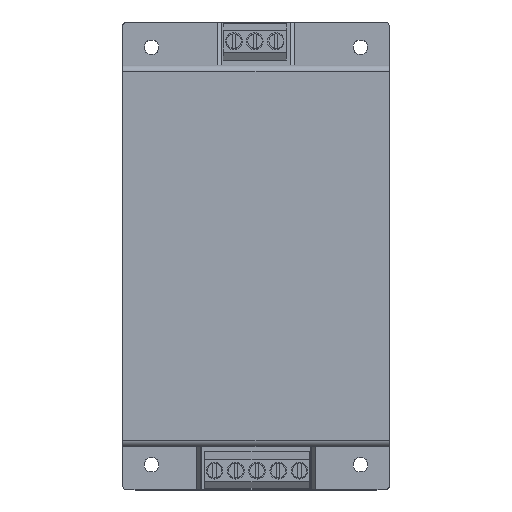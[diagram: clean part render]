
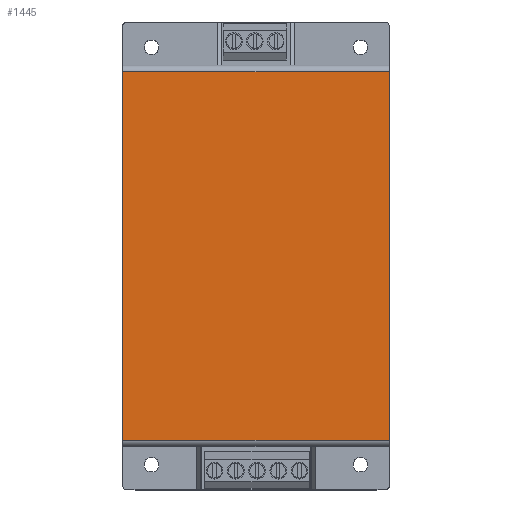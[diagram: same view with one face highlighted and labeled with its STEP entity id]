
A CAD part, top view. The second image highlights one B-rep face of the part: STEP entity #1445.
In plain terms, the highlighted planar face has unit normal (0, 0, 1).
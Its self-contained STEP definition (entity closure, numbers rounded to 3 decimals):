
#148 = PLANE ( 'NONE',  #5456 ) ;
#152 = EDGE_LOOP ( 'NONE', ( #362, #2253, #7956, #7576 ) ) ;
#179 = VECTOR ( 'NONE', #7391, 1000. ) ;
#362 = ORIENTED_EDGE ( 'NONE', *, *, #6614, .F. ) ;
#693 = LINE ( 'NONE', #3349, #1593 ) ;
#760 = CARTESIAN_POINT ( 'NONE',  ( -31.9, 44.09, 23.6 ) ) ;
#894 = CARTESIAN_POINT ( 'NONE',  ( 31.9, 44.09, 23.6 ) ) ;
#1445 = ADVANCED_FACE ( 'NONE', ( #5944 ), #148, .T. ) ;
#1593 = VECTOR ( 'NONE', #1900, 1000. ) ;
#1900 = DIRECTION ( 'NONE',  ( 1., 0., 0. ) ) ;
#2205 = VERTEX_POINT ( 'NONE', #894 ) ;
#2253 = ORIENTED_EDGE ( 'NONE', *, *, #7231, .T. ) ;
#2354 = CARTESIAN_POINT ( 'NONE',  ( -31.9, -44.108, 23.6 ) ) ;
#2485 = LINE ( 'NONE', #5074, #7543 ) ;
#2615 = CARTESIAN_POINT ( 'NONE',  ( 31.9, -44.108, 23.6 ) ) ;
#2755 = DIRECTION ( 'NONE',  ( 0., -1., 0. ) ) ;
#3349 = CARTESIAN_POINT ( 'NONE',  ( 125.396, -44.108, 23.6 ) ) ;
#4055 = EDGE_CURVE ( 'NONE', #2205, #8214, #6320, .T. ) ;
#4070 = VECTOR ( 'NONE', #6926, 1000. ) ;
#4831 = VERTEX_POINT ( 'NONE', #2615 ) ;
#5074 = CARTESIAN_POINT ( 'NONE',  ( -31.9, -45.608, 23.6 ) ) ;
#5229 = CARTESIAN_POINT ( 'NONE',  ( 31.9, -45.608, 23.6 ) ) ;
#5240 = DIRECTION ( 'NONE',  ( 0., 1., 0. ) ) ;
#5456 = AXIS2_PLACEMENT_3D ( 'NONE', #7311, #7276, #2755 ) ;
#5944 = FACE_OUTER_BOUND ( 'NONE', #152, .T. ) ;
#6320 = LINE ( 'NONE', #6366, #4070 ) ;
#6366 = CARTESIAN_POINT ( 'NONE',  ( 125.396, 44.09, 23.6 ) ) ;
#6455 = VERTEX_POINT ( 'NONE', #2354 ) ;
#6614 = EDGE_CURVE ( 'NONE', #6455, #8214, #2485, .T. ) ;
#6926 = DIRECTION ( 'NONE',  ( -1., 0., 0. ) ) ;
#7015 = EDGE_CURVE ( 'NONE', #4831, #2205, #7344, .T. ) ;
#7231 = EDGE_CURVE ( 'NONE', #6455, #4831, #693, .T. ) ;
#7276 = DIRECTION ( 'NONE',  ( 0., 0., 1. ) ) ;
#7311 = CARTESIAN_POINT ( 'NONE',  ( 125.396, -45.608, 23.6 ) ) ;
#7344 = LINE ( 'NONE', #5229, #179 ) ;
#7391 = DIRECTION ( 'NONE',  ( 0., 1., 0. ) ) ;
#7543 = VECTOR ( 'NONE', #5240, 1000. ) ;
#7576 = ORIENTED_EDGE ( 'NONE', *, *, #4055, .T. ) ;
#7956 = ORIENTED_EDGE ( 'NONE', *, *, #7015, .T. ) ;
#8214 = VERTEX_POINT ( 'NONE', #760 ) ;
